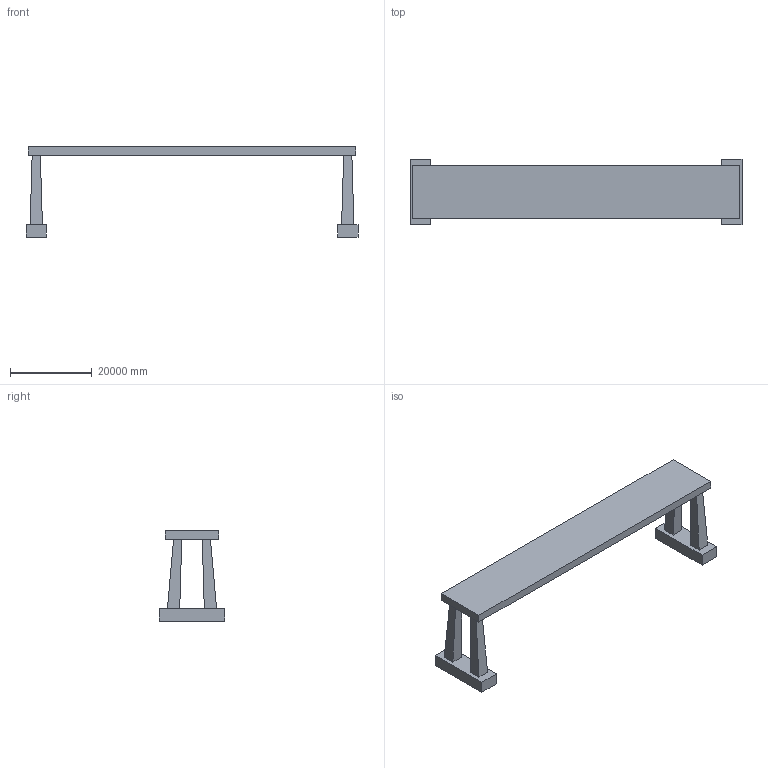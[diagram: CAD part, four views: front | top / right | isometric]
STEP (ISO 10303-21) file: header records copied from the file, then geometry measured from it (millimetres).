
FILE_DESCRIPTION( ( 'STEP Version 203' ), '1' );
FILE_NAME( '7.12.2.stp', '04/01/20 19:24:59', ( 'Administrator' ), ( ' ' ), 'PSStep 17.0.49', 'DesignModeler STEP Output', ' ' );
FILE_SCHEMA( ( 'CONFIG_CONTROL_DESIGN' ) );
Length unit declared in the file: metre
Products named in the file (3): longmendiao
Bounding box: 81000 x 16000 x 22000 mm (x, y, z)
Volume: 2990666666666.7 mm3; surface area: 3684881022.2 mm2
Topology: 3 solids, 3 shells, 38 faces, 84 edges, 56 vertices
Faces by surface type: plane 38
Entity records: 1118 total; most frequent: CARTESIAN_POINT 181, ORIENTED_EDGE 168, DIRECTION 166, EDGE_CURVE 84, LINE 84, VECTOR 84, VERTEX_POINT 56, EDGE_LOOP 42
